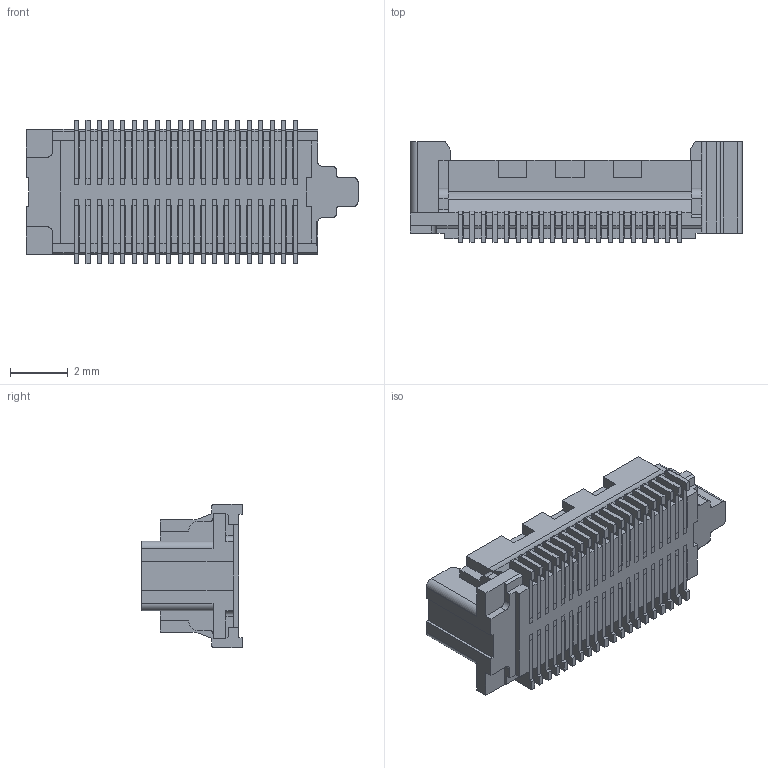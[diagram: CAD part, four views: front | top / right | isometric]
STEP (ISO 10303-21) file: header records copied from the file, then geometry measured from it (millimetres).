
FILE_DESCRIPTION(/* description */ ('STEP AP203'),/* implementation_level */ '2;1');
FILE_NAME(/* name */ 'SS4-20-3.00-L-D-TR',/* time_stamp */ '2023-07-27T04:09:38+02:00',/* author */ ('License CC BY-ND 4.0'),/* organization */ ('CADENAS'),/* preprocessor_version */ 'ST-DEVELOPER v19.3',/* originating_system */ 'PARTsolutions',/* authorisation */ ' ');
FILE_SCHEMA (('CONFIG_CONTROL_DESIGN'));
Length unit declared in the file: millimetre
Products named in the file (3): SS4-20-3.00-L-D-TR; C-229-20-3.00; SS4-20_socket
Assembly tree (2 placements, depth 2):
  SS4-20-3.00-L-D-TR
    C-229-20-3.00
    SS4-20_socket
Bounding box: 11.54 x 3.5 x 5 mm (x, y, z)
Volume: 82.4 mm3; surface area: 670.3 mm2
Topology: 2 solids, 2 shells, 1223 faces, 3891 edges, 2592 vertices
Faces by surface type: plane 1117, cylinder 106
Entity records: 42506 total; most frequent: ORIENTED_EDGE 7782, CARTESIAN_POINT 7709, DIRECTION 6556, EDGE_CURVE 3891, LINE 3678, VECTOR 3678, VERTEX_POINT 2592, AXIS2_PLACEMENT_3D 1439
